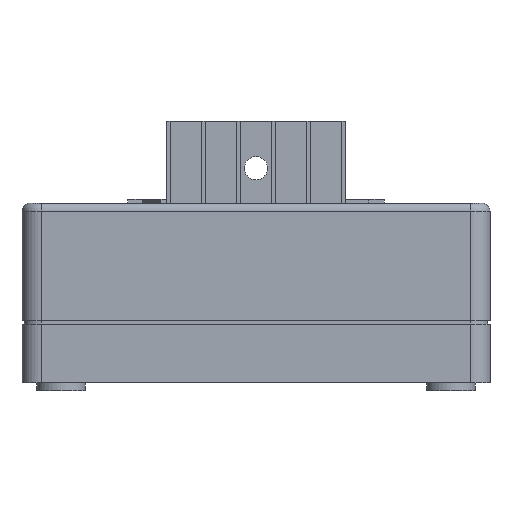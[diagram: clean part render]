
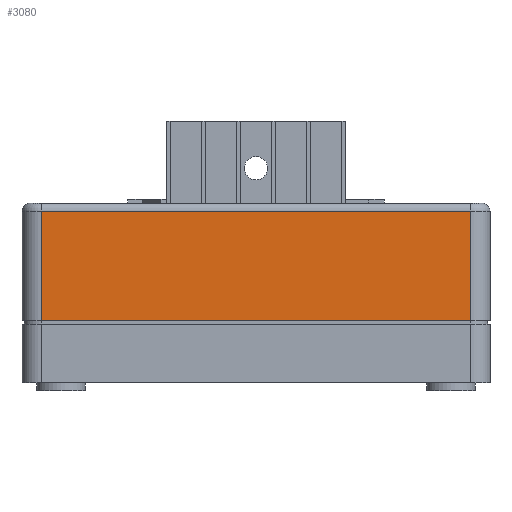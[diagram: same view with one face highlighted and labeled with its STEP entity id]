
A CAD part, front view. The second image highlights one B-rep face of the part: STEP entity #3080.
In plain terms, the highlighted planar face has unit normal (0, -1, 0).
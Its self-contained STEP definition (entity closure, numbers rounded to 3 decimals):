
#2423=FACE_OUTER_BOUND('',#7126,.T.);
#3080=ADVANCED_FACE('',(#2423),#3823,.T.);
#3823=PLANE('',#14579);
#4837=LINE('',#19809,#5881);
#4850=LINE('',#19850,#5894);
#4851=LINE('',#19852,#5895);
#4852=LINE('',#19854,#5896);
#5881=VECTOR('',#15927,1.);
#5894=VECTOR('',#15964,1.);
#5895=VECTOR('',#15965,1.);
#5896=VECTOR('',#15966,1.);
#7126=EDGE_LOOP('',(#8149,#8150,#8151,#8152));
#8149=ORIENTED_EDGE('',*,*,#12526,.T.);
#8150=ORIENTED_EDGE('',*,*,#12527,.T.);
#8151=ORIENTED_EDGE('',*,*,#12528,.T.);
#8152=ORIENTED_EDGE('',*,*,#12503,.T.);
#11478=VERTEX_POINT('',#19808);
#11479=VERTEX_POINT('',#19810);
#11495=VERTEX_POINT('',#19851);
#11496=VERTEX_POINT('',#19853);
#12503=EDGE_CURVE('',#11479,#11478,#4837,.T.);
#12526=EDGE_CURVE('',#11478,#11495,#4850,.T.);
#12527=EDGE_CURVE('',#11495,#11496,#4851,.T.);
#12528=EDGE_CURVE('',#11496,#11479,#4852,.T.);
#14579=AXIS2_PLACEMENT_3D('',#19855,#15967,#15968);
#15927=DIRECTION('',(1.,0.,0.));
#15964=DIRECTION('',(0.,0.,1.));
#15965=DIRECTION('',(-1.,0.,0.));
#15966=DIRECTION('',(0.,0.,-1.));
#15967=DIRECTION('',(0.,-1.,0.));
#15968=DIRECTION('',(0.,0.,-1.));
#19808=CARTESIAN_POINT('',(57.5,0.,8.));
#19809=CARTESIAN_POINT('',(30.,0.,8.));
#19810=CARTESIAN_POINT('',(2.5,0.,8.));
#19850=CARTESIAN_POINT('',(57.5,0.,8.));
#19851=CARTESIAN_POINT('',(57.5,0.,22.));
#19852=CARTESIAN_POINT('',(30.,0.,22.));
#19853=CARTESIAN_POINT('',(2.5,0.,22.));
#19854=CARTESIAN_POINT('',(2.5,0.,8.));
#19855=CARTESIAN_POINT('',(30.,0.,8.));
